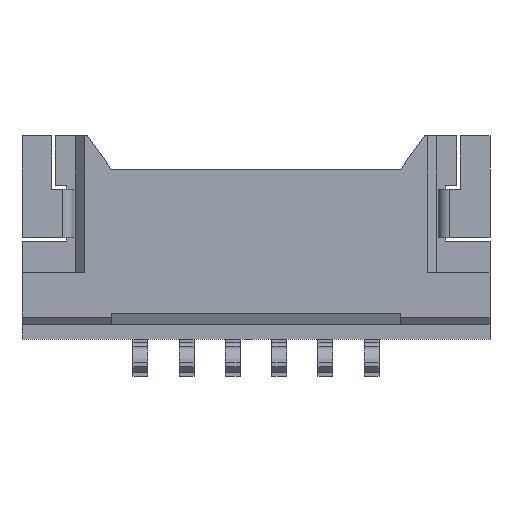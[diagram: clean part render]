
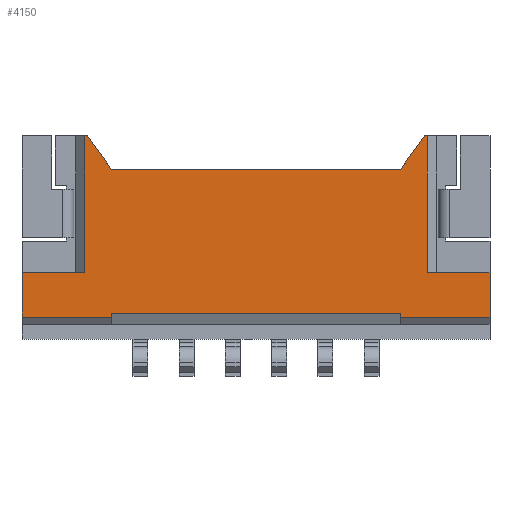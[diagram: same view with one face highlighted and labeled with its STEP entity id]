
A CAD part, front view. The second image highlights one B-rep face of the part: STEP entity #4150.
In plain terms, the highlighted planar face has unit normal (0, -1, 0).
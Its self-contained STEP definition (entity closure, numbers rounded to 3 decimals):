
#1=DIRECTION('',(0.,0.,-1.));
#2=VECTOR('',#1,3.7);
#3=CARTESIAN_POINT('',(-4.625,-0.925,2.75));
#4=LINE('',#3,#2);
#5=DIRECTION('',(1.,0.,0.));
#6=VECTOR('',#5,0.06);
#7=CARTESIAN_POINT('',(-4.625,-0.925,2.75));
#8=LINE('',#7,#6);
#9=DIRECTION('',(0.588,0.,-0.809));
#10=VECTOR('',#9,1.113);
#11=CARTESIAN_POINT('',(-4.565,-0.925,2.75));
#12=LINE('',#11,#10);
#13=DIRECTION('',(1.,0.,0.));
#14=VECTOR('',#13,7.82);
#15=CARTESIAN_POINT('',(-3.91,-0.925,1.85));
#16=LINE('',#15,#14);
#17=DIRECTION('',(0.588,0.,0.809));
#18=VECTOR('',#17,1.113);
#19=CARTESIAN_POINT('',(3.91,-0.925,1.85));
#20=LINE('',#19,#18);
#21=DIRECTION('',(1.,0.,0.));
#22=VECTOR('',#21,0.06);
#23=CARTESIAN_POINT('',(4.565,-0.925,2.75));
#24=LINE('',#23,#22);
#25=DIRECTION('',(0.,0.,1.));
#26=VECTOR('',#25,3.7);
#27=CARTESIAN_POINT('',(4.625,-0.925,-0.95));
#28=LINE('',#27,#26);
#29=DIRECTION('',(0.,0.,-1.));
#30=VECTOR('',#29,1.2);
#31=CARTESIAN_POINT('',(6.325,-0.925,-0.95));
#32=LINE('',#31,#30);
#33=DIRECTION('',(-1.,0.,0.));
#34=VECTOR('',#33,2.415);
#35=CARTESIAN_POINT('',(6.325,-0.925,-2.15));
#36=LINE('',#35,#34);
#37=DIRECTION('',(0.,0.,1.));
#38=VECTOR('',#37,0.1);
#39=CARTESIAN_POINT('',(3.91,-0.925,-2.15));
#40=LINE('',#39,#38);
#41=DIRECTION('',(1.,0.,0.));
#42=VECTOR('',#41,7.82);
#43=CARTESIAN_POINT('',(-3.91,-0.925,-2.05));
#44=LINE('',#43,#42);
#45=DIRECTION('',(0.,0.,1.));
#46=VECTOR('',#45,0.1);
#47=CARTESIAN_POINT('',(-3.91,-0.925,-2.15));
#48=LINE('',#47,#46);
#49=DIRECTION('',(-1.,0.,0.));
#50=VECTOR('',#49,2.415);
#51=CARTESIAN_POINT('',(-3.91,-0.925,-2.15));
#52=LINE('',#51,#50);
#53=DIRECTION('',(0.,0.,1.));
#54=VECTOR('',#53,1.2);
#55=CARTESIAN_POINT('',(-6.325,-0.925,-2.15));
#56=LINE('',#55,#54);
#61=DIRECTION('',(-1.,0.,0.));
#62=VECTOR('',#61,1.7);
#63=CARTESIAN_POINT('',(-4.625,-0.925,-0.95));
#64=LINE('',#63,#62);
#813=DIRECTION('',(-1.,0.,0.));
#814=VECTOR('',#813,1.7);
#815=CARTESIAN_POINT('',(6.325,-0.925,-0.95));
#816=LINE('',#815,#814);
#3143=CARTESIAN_POINT('',(3.91,-0.925,1.85));
#3144=CARTESIAN_POINT('',(4.565,-0.925,2.75));
#3145=VERTEX_POINT('',#3143);
#3146=VERTEX_POINT('',#3144);
#3147=CARTESIAN_POINT('',(-3.91,-0.925,1.85));
#3148=VERTEX_POINT('',#3147);
#3159=CARTESIAN_POINT('',(-4.565,-0.925,2.75));
#3160=VERTEX_POINT('',#3159);
#3293=CARTESIAN_POINT('',(6.325,-0.925,-0.95));
#3294=VERTEX_POINT('',#3293);
#3299=CARTESIAN_POINT('',(-6.325,-0.925,-0.95));
#3300=VERTEX_POINT('',#3299);
#3391=CARTESIAN_POINT('',(-4.625,-0.925,-0.95));
#3392=VERTEX_POINT('',#3391);
#3467=CARTESIAN_POINT('',(6.325,-0.925,-2.15));
#3468=VERTEX_POINT('',#3467);
#3471=CARTESIAN_POINT('',(-6.325,-0.925,-2.15));
#3472=VERTEX_POINT('',#3471);
#3485=CARTESIAN_POINT('',(-4.625,-0.925,2.75));
#3486=VERTEX_POINT('',#3485);
#3487=CARTESIAN_POINT('',(4.625,-0.925,2.75));
#3488=VERTEX_POINT('',#3487);
#3489=CARTESIAN_POINT('',(4.625,-0.925,-0.95));
#3490=VERTEX_POINT('',#3489);
#3539=CARTESIAN_POINT('',(3.91,-0.925,-2.15));
#3540=CARTESIAN_POINT('',(3.91,-0.925,-2.05));
#3541=VERTEX_POINT('',#3539);
#3542=VERTEX_POINT('',#3540);
#3543=CARTESIAN_POINT('',(-3.91,-0.925,-2.15));
#3544=CARTESIAN_POINT('',(-3.91,-0.925,-2.05));
#3545=VERTEX_POINT('',#3543);
#3546=VERTEX_POINT('',#3544);
#4111=CARTESIAN_POINT('',(0.,-0.925,0.));
#4112=DIRECTION('',(0.,-1.,0.));
#4113=DIRECTION('',(-1.,0.,0.));
#4114=AXIS2_PLACEMENT_3D('',#4111,#4112,#4113);
#4115=PLANE('',#4114);
#4117=ORIENTED_EDGE('',*,*,#4116,.F.);
#4119=ORIENTED_EDGE('',*,*,#4118,.T.);
#4121=ORIENTED_EDGE('',*,*,#4120,.T.);
#4123=ORIENTED_EDGE('',*,*,#4122,.T.);
#4125=ORIENTED_EDGE('',*,*,#4124,.T.);
#4127=ORIENTED_EDGE('',*,*,#4126,.T.);
#4129=ORIENTED_EDGE('',*,*,#4128,.F.);
#4131=ORIENTED_EDGE('',*,*,#4130,.F.);
#4133=ORIENTED_EDGE('',*,*,#4132,.T.);
#4135=ORIENTED_EDGE('',*,*,#4134,.T.);
#4137=ORIENTED_EDGE('',*,*,#4136,.T.);
#4139=ORIENTED_EDGE('',*,*,#4138,.F.);
#4141=ORIENTED_EDGE('',*,*,#4140,.F.);
#4143=ORIENTED_EDGE('',*,*,#4142,.T.);
#4145=ORIENTED_EDGE('',*,*,#4144,.T.);
#4147=ORIENTED_EDGE('',*,*,#4146,.F.);
#4148=EDGE_LOOP('',(#4117,#4119,#4121,#4123,#4125,#4127,#4129,#4131,#4133,#4135,
#4137,#4139,#4141,#4143,#4145,#4147));
#4149=FACE_OUTER_BOUND('',#4148,.F.);
#4150=ADVANCED_FACE('',(#4149),#4115,.T.);
#4116=EDGE_CURVE('',#3486,#3392,#4,.T.);
#4118=EDGE_CURVE('',#3486,#3160,#8,.T.);
#4120=EDGE_CURVE('',#3160,#3148,#12,.T.);
#4122=EDGE_CURVE('',#3148,#3145,#16,.T.);
#4124=EDGE_CURVE('',#3145,#3146,#20,.T.);
#4126=EDGE_CURVE('',#3146,#3488,#24,.T.);
#4128=EDGE_CURVE('',#3490,#3488,#28,.T.);
#4130=EDGE_CURVE('',#3294,#3490,#816,.T.);
#4132=EDGE_CURVE('',#3294,#3468,#32,.T.);
#4134=EDGE_CURVE('',#3468,#3541,#36,.T.);
#4136=EDGE_CURVE('',#3541,#3542,#40,.T.);
#4138=EDGE_CURVE('',#3546,#3542,#44,.T.);
#4140=EDGE_CURVE('',#3545,#3546,#48,.T.);
#4142=EDGE_CURVE('',#3545,#3472,#52,.T.);
#4144=EDGE_CURVE('',#3472,#3300,#56,.T.);
#4146=EDGE_CURVE('',#3392,#3300,#64,.T.);
